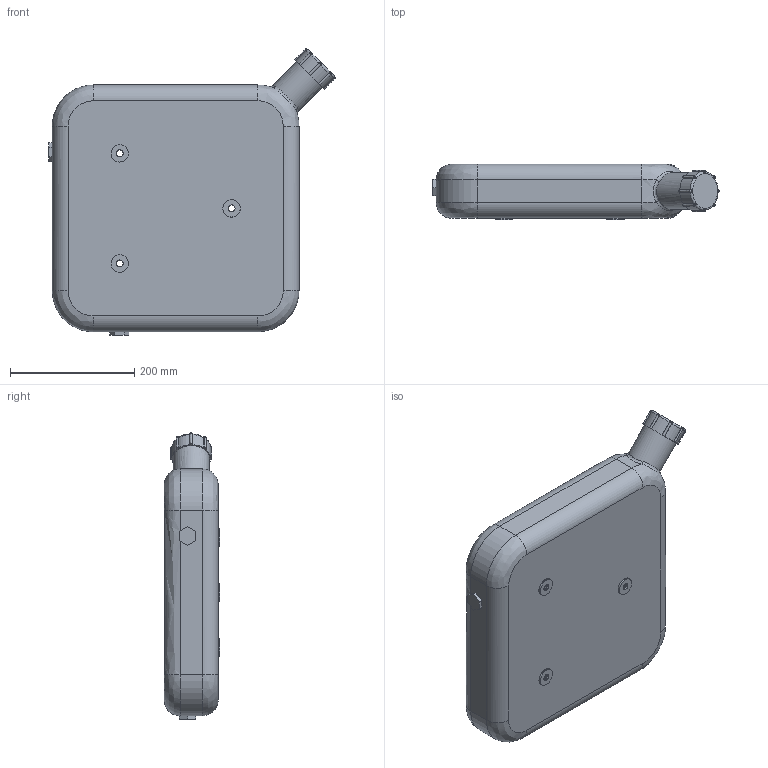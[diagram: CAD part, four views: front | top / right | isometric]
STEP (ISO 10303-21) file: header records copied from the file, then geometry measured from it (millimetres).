
FILE_DESCRIPTION(('FreeCAD Model'),'2;1');
FILE_NAME('Open CASCADE Shape Model','2025-05-04T00:04:43',('FreeCAD'),( 'FreeCAD'),'Open CASCADE STEP processor 7.6','FreeCAD','Unknown');
FILE_SCHEMA(('AUTOMOTIVE_DESIGN { 1 0 10303 214 1 1 1 1 }'));
Length unit declared in the file: millimetre
Products named in the file (1): Open CASCADE STEP translator 7.6 1
Bounding box: 461.76 x 89.24 x 461.76 mm (x, y, z)
Volume: 1441054.5 mm3; surface area: 895672.3 mm2
Topology: 1 solids, 2 shells, 223 faces, 546 edges, 310 vertices
Faces by surface type: bspline 223
Entity records: 7654 total; most frequent: CARTESIAN_POINT 4757, ORIENTED_EDGE 1044, EDGE_CURVE 522, VERTEX_POINT 310, B_SPLINE_CURVE_WITH_KNOTS 258, FACE_BOUND 242, EDGE_LOOP 242, ADVANCED_FACE 223
